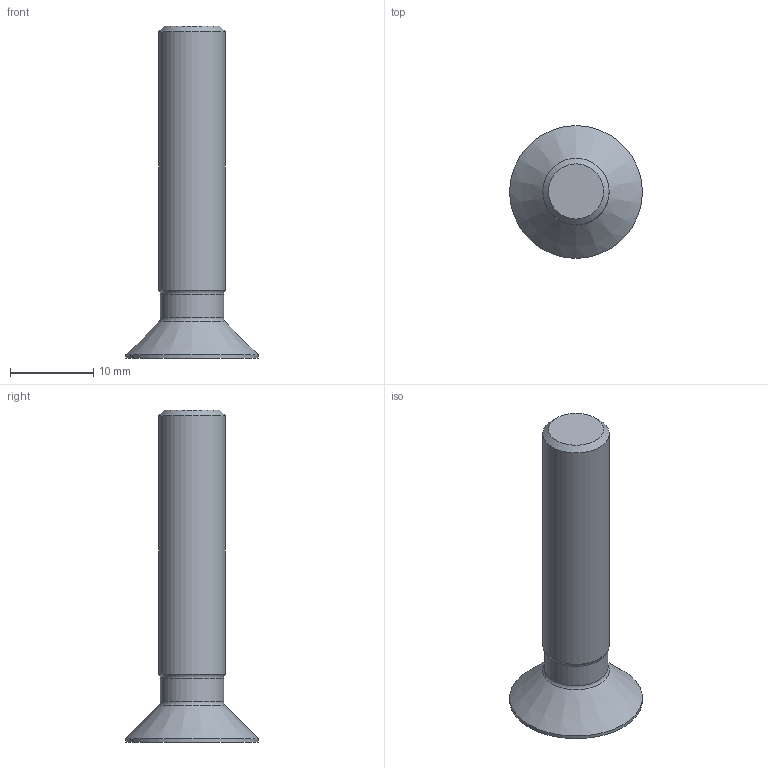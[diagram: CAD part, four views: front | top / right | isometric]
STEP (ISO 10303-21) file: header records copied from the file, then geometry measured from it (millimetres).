
FILE_DESCRIPTION (( 'STEP AP203' ), '1' );
FILE_NAME ('vis_uni_5933_m8x40-10_9_0.STEP', '2026-01-20T11:21:55', ( '' ), ( '' ), 'SwSTEP 2.0', 'SolidWorks 2024', '' );
FILE_SCHEMA (( 'CONFIG_CONTROL_DESIGN' ));
Length unit declared in the file: millimetre
Products named in the file (1): vis_uni_5933_m8x40-10_9_0
Bounding box: 16 x 16 x 40 mm (x, y, z)
Volume: 2227.6 mm3; surface area: 1433.8 mm2
Topology: 1 solids, 1 shells, 16 faces, 35 edges, 21 vertices
Faces by surface type: plane 8, cone 3, cylinder 3, torus 2
Full cylindrical faces by diameter (mm): 7.625 x1, 8 x1, 16 x1
Entity records: 451 total; most frequent: CARTESIAN_POINT 75, DIRECTION 62, ORIENTED_EDGE 52, EDGE_CURVE 26, AXIS2_PLACEMENT_3D 25, EDGE_LOOP 24, FACE_OUTER_BOUND 21, VERTEX_POINT 20
